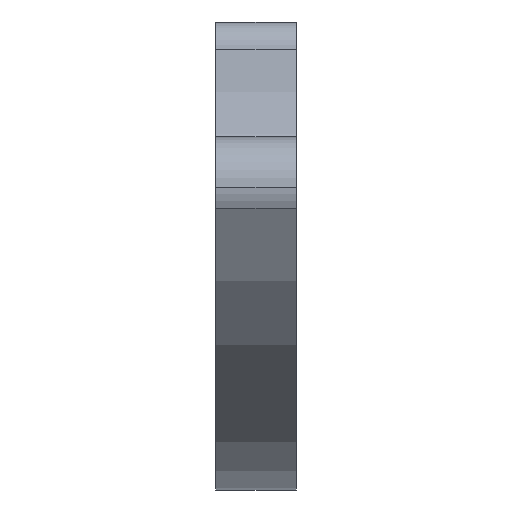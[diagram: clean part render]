
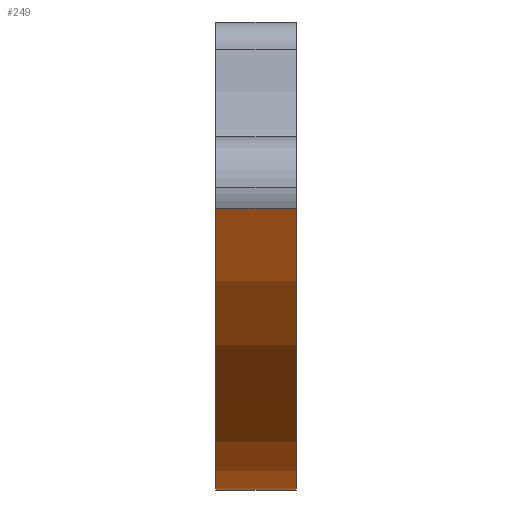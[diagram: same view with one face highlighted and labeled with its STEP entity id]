
A CAD part, top view. The second image highlights one B-rep face of the part: STEP entity #249.
In plain terms, the highlighted cylindrical face has radius 48.5 mm (diameter 97 mm), a partial arc.
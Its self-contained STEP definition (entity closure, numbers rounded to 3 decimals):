
#16 = ORIENTED_EDGE ( 'NONE', *, *, #147, .T. ) ;
#26 = DIRECTION ( 'NONE',  ( -1., 0., 0. ) ) ;
#42 = CARTESIAN_POINT ( 'NONE',  ( 4., 2., -5. ) ) ;
#48 = DIRECTION ( 'NONE',  ( -1., 0., 0. ) ) ;
#71 = CARTESIAN_POINT ( 'NONE',  ( 4., -18.524, 38.943 ) ) ;
#77 = EDGE_CURVE ( 'NONE', #188, #310, #278, .T. ) ;
#88 = ORIENTED_EDGE ( 'NONE', *, *, #216, .F. ) ;
#94 = VECTOR ( 'NONE', #26, 1000. ) ;
#122 = DIRECTION ( 'NONE',  ( 1., 0., 0. ) ) ;
#137 = CARTESIAN_POINT ( 'NONE',  ( 4., -27.642, -43.387 ) ) ;
#142 = CIRCLE ( 'NONE', #291, 48.5 ) ;
#147 = EDGE_CURVE ( 'NONE', #188, #398, #660, .T. ) ;
#173 = CARTESIAN_POINT ( 'NONE',  ( 4., 2., -5. ) ) ;
#182 = EDGE_CURVE ( 'NONE', #398, #675, #142, .T. ) ;
#188 = VERTEX_POINT ( 'NONE', #236 ) ;
#216 = EDGE_CURVE ( 'NONE', #310, #675, #384, .T. ) ;
#232 = CARTESIAN_POINT ( 'NONE',  ( -4., 2., -5. ) ) ;
#236 = CARTESIAN_POINT ( 'NONE',  ( 4., -18.524, 38.943 ) ) ;
#249 = ADVANCED_FACE ( 'NONE', ( #351 ), #579, .T. ) ;
#275 = DIRECTION ( 'NONE',  ( 1., 0., 0. ) ) ;
#278 = CIRCLE ( 'NONE', #421, 48.5 ) ;
#291 = AXIS2_PLACEMENT_3D ( 'NONE', #232, #122, #349 ) ;
#310 = VERTEX_POINT ( 'NONE', #432 ) ;
#333 = DIRECTION ( 'NONE',  ( 0., 0., -1. ) ) ;
#349 = DIRECTION ( 'NONE',  ( 0., 0., -1. ) ) ;
#351 = FACE_OUTER_BOUND ( 'NONE', #516, .T. ) ;
#358 = CARTESIAN_POINT ( 'NONE',  ( -4., -27.642, -43.387 ) ) ;
#381 = CARTESIAN_POINT ( 'NONE',  ( -4., -18.524, 38.943 ) ) ;
#384 = LINE ( 'NONE', #137, #94 ) ;
#398 = VERTEX_POINT ( 'NONE', #381 ) ;
#409 = AXIS2_PLACEMENT_3D ( 'NONE', #42, #48, #613 ) ;
#421 = AXIS2_PLACEMENT_3D ( 'NONE', #173, #275, #333 ) ;
#432 = CARTESIAN_POINT ( 'NONE',  ( 4., -27.642, -43.387 ) ) ;
#516 = EDGE_LOOP ( 'NONE', ( #582, #88, #638, #16 ) ) ;
#579 = CYLINDRICAL_SURFACE ( 'NONE', #409, 48.5 ) ;
#582 = ORIENTED_EDGE ( 'NONE', *, *, #182, .T. ) ;
#584 = DIRECTION ( 'NONE',  ( -1., 0., 0. ) ) ;
#613 = DIRECTION ( 'NONE',  ( 0., 0., 1. ) ) ;
#638 = ORIENTED_EDGE ( 'NONE', *, *, #77, .F. ) ;
#660 = LINE ( 'NONE', #71, #724 ) ;
#675 = VERTEX_POINT ( 'NONE', #358 ) ;
#724 = VECTOR ( 'NONE', #584, 1000. ) ;
